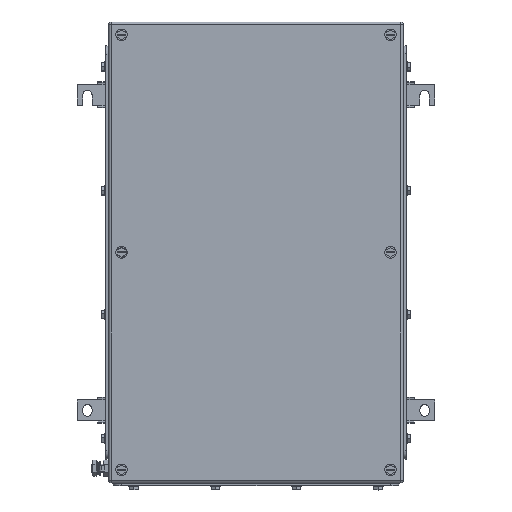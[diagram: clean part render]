
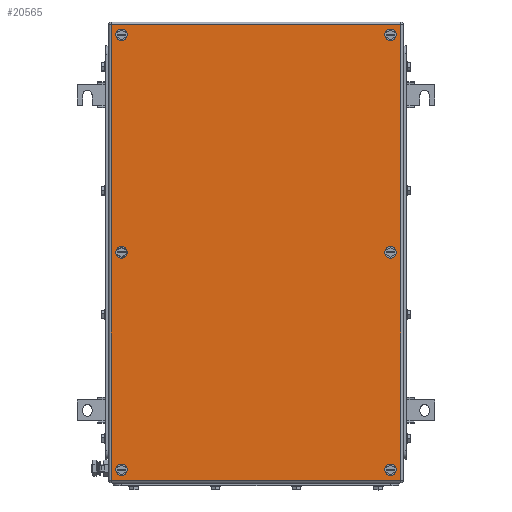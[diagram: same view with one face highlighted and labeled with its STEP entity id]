
A CAD part, top view. The second image highlights one B-rep face of the part: STEP entity #20565.
In plain terms, the highlighted planar face has unit normal (0, 0, 1).
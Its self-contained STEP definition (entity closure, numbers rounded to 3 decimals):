
#20403=AXIS2_PLACEMENT_3D('Circle Axis2P3D',#20401,#20402,$) ;
#20430=AXIS2_PLACEMENT_3D('Plane Axis2P3D',#20427,#20428,#20429) ;
#20468=AXIS2_PLACEMENT_3D('Circle Axis2P3D',#20466,#20467,$) ;
#20477=AXIS2_PLACEMENT_3D('Circle Axis2P3D',#20475,#20476,$) ;
#20486=AXIS2_PLACEMENT_3D('Circle Axis2P3D',#20484,#20485,$) ;
#20495=AXIS2_PLACEMENT_3D('Circle Axis2P3D',#20493,#20494,$) ;
#20504=AXIS2_PLACEMENT_3D('Circle Axis2P3D',#20502,#20503,$) ;
#20513=AXIS2_PLACEMENT_3D('Circle Axis2P3D',#20511,#20512,$) ;
#20522=AXIS2_PLACEMENT_3D('Circle Axis2P3D',#20520,#20521,$) ;
#20531=AXIS2_PLACEMENT_3D('Circle Axis2P3D',#20529,#20530,$) ;
#20540=AXIS2_PLACEMENT_3D('Circle Axis2P3D',#20538,#20539,$) ;
#20549=AXIS2_PLACEMENT_3D('Circle Axis2P3D',#20547,#20548,$) ;
#20558=AXIS2_PLACEMENT_3D('Circle Axis2P3D',#20556,#20557,$) ;
#20398=CARTESIAN_POINT('Vertex',(56.5,286.,153.5)) ;
#20401=CARTESIAN_POINT('Axis2P3D Location',(53.,286.,153.5)) ;
#20405=CARTESIAN_POINT('Vertex',(49.5,286.,153.5)) ;
#20427=CARTESIAN_POINT('Axis2P3D Location',(215.5,286.,153.5)) ;
#20432=CARTESIAN_POINT('Line Origine',(215.5,560.5,153.5)) ;
#20436=CARTESIAN_POINT('Vertex',(390.,560.5,153.5)) ;
#20438=CARTESIAN_POINT('Vertex',(41.,560.5,153.5)) ;
#20441=CARTESIAN_POINT('Line Origine',(41.,286.,153.5)) ;
#20445=CARTESIAN_POINT('Vertex',(41.,11.5,153.5)) ;
#20448=CARTESIAN_POINT('Line Origine',(215.5,11.5,153.5)) ;
#20452=CARTESIAN_POINT('Vertex',(390.,11.5,153.5)) ;
#20455=CARTESIAN_POINT('Line Origine',(390.,286.,153.5)) ;
#20466=CARTESIAN_POINT('Axis2P3D Location',(53.,286.,153.5)) ;
#20475=CARTESIAN_POINT('Axis2P3D Location',(378.,286.,153.5)) ;
#20479=CARTESIAN_POINT('Vertex',(381.5,286.,153.5)) ;
#20481=CARTESIAN_POINT('Vertex',(374.5,286.,153.5)) ;
#20484=CARTESIAN_POINT('Axis2P3D Location',(378.,286.,153.5)) ;
#20493=CARTESIAN_POINT('Axis2P3D Location',(53.,548.5,153.5)) ;
#20497=CARTESIAN_POINT('Vertex',(49.5,548.5,153.5)) ;
#20499=CARTESIAN_POINT('Vertex',(56.5,548.5,153.5)) ;
#20502=CARTESIAN_POINT('Axis2P3D Location',(53.,548.5,153.5)) ;
#20511=CARTESIAN_POINT('Axis2P3D Location',(53.,23.5,153.5)) ;
#20515=CARTESIAN_POINT('Vertex',(49.5,23.5,153.5)) ;
#20517=CARTESIAN_POINT('Vertex',(56.5,23.5,153.5)) ;
#20520=CARTESIAN_POINT('Axis2P3D Location',(53.,23.5,153.5)) ;
#20529=CARTESIAN_POINT('Axis2P3D Location',(378.,23.5,153.5)) ;
#20533=CARTESIAN_POINT('Vertex',(381.5,23.5,153.5)) ;
#20535=CARTESIAN_POINT('Vertex',(374.5,23.5,153.5)) ;
#20538=CARTESIAN_POINT('Axis2P3D Location',(378.,23.5,153.5)) ;
#20547=CARTESIAN_POINT('Axis2P3D Location',(378.,548.5,153.5)) ;
#20551=CARTESIAN_POINT('Vertex',(381.5,548.5,153.5)) ;
#20553=CARTESIAN_POINT('Vertex',(374.5,548.5,153.5)) ;
#20556=CARTESIAN_POINT('Axis2P3D Location',(378.,548.5,153.5)) ;
#20402=DIRECTION('Axis2P3D Direction',(0.,0.,1.)) ;
#20428=DIRECTION('Axis2P3D Direction',(0.,0.,1.)) ;
#20429=DIRECTION('Axis2P3D XDirection',(1.,0.,0.)) ;
#20433=DIRECTION('Vector Direction',(1.,0.,0.)) ;
#20442=DIRECTION('Vector Direction',(0.,-1.,0.)) ;
#20449=DIRECTION('Vector Direction',(1.,0.,0.)) ;
#20456=DIRECTION('Vector Direction',(0.,1.,0.)) ;
#20467=DIRECTION('Axis2P3D Direction',(0.,0.,1.)) ;
#20476=DIRECTION('Axis2P3D Direction',(0.,0.,1.)) ;
#20485=DIRECTION('Axis2P3D Direction',(0.,0.,1.)) ;
#20494=DIRECTION('Axis2P3D Direction',(0.,0.,1.)) ;
#20503=DIRECTION('Axis2P3D Direction',(0.,0.,1.)) ;
#20512=DIRECTION('Axis2P3D Direction',(0.,0.,1.)) ;
#20521=DIRECTION('Axis2P3D Direction',(0.,0.,1.)) ;
#20530=DIRECTION('Axis2P3D Direction',(0.,0.,1.)) ;
#20539=DIRECTION('Axis2P3D Direction',(0.,0.,1.)) ;
#20548=DIRECTION('Axis2P3D Direction',(0.,0.,1.)) ;
#20557=DIRECTION('Axis2P3D Direction',(0.,0.,1.)) ;
#20434=VECTOR('Line Direction',#20433,1.) ;
#20443=VECTOR('Line Direction',#20442,1.) ;
#20450=VECTOR('Line Direction',#20449,1.) ;
#20457=VECTOR('Line Direction',#20456,1.) ;
#20461=ORIENTED_EDGE('',*,*,#20440,.T.) ;
#20462=ORIENTED_EDGE('',*,*,#20447,.T.) ;
#20463=ORIENTED_EDGE('',*,*,#20454,.T.) ;
#20464=ORIENTED_EDGE('',*,*,#20459,.T.) ;
#20472=ORIENTED_EDGE('',*,*,#20470,.F.) ;
#20473=ORIENTED_EDGE('',*,*,#20407,.F.) ;
#20490=ORIENTED_EDGE('',*,*,#20483,.F.) ;
#20491=ORIENTED_EDGE('',*,*,#20488,.F.) ;
#20508=ORIENTED_EDGE('',*,*,#20501,.F.) ;
#20509=ORIENTED_EDGE('',*,*,#20506,.F.) ;
#20526=ORIENTED_EDGE('',*,*,#20519,.F.) ;
#20527=ORIENTED_EDGE('',*,*,#20524,.F.) ;
#20544=ORIENTED_EDGE('',*,*,#20537,.F.) ;
#20545=ORIENTED_EDGE('',*,*,#20542,.F.) ;
#20562=ORIENTED_EDGE('',*,*,#20555,.F.) ;
#20563=ORIENTED_EDGE('',*,*,#20560,.F.) ;
#20474=FACE_BOUND('',#20471,.T.) ;
#20492=FACE_BOUND('',#20489,.T.) ;
#20510=FACE_BOUND('',#20507,.T.) ;
#20528=FACE_BOUND('',#20525,.T.) ;
#20546=FACE_BOUND('',#20543,.T.) ;
#20564=FACE_BOUND('',#20561,.T.) ;
#20565=ADVANCED_FACE('ZUB_KTB_FS_553515_3GP.2\\ZUB_DE_KTB_FS.1\\DE_KTB_MH_PART_MASTER.1\\Koerper.2',(#20465,#20474,#20492,#20510,#20528,#20546,#20564),#20431,.T.) ;
#20404=CIRCLE('generated circle',#20403,3.5) ;
#20469=CIRCLE('generated circle',#20468,3.5) ;
#20478=CIRCLE('generated circle',#20477,3.5) ;
#20487=CIRCLE('generated circle',#20486,3.5) ;
#20496=CIRCLE('generated circle',#20495,3.5) ;
#20505=CIRCLE('generated circle',#20504,3.5) ;
#20514=CIRCLE('generated circle',#20513,3.5) ;
#20523=CIRCLE('generated circle',#20522,3.5) ;
#20532=CIRCLE('generated circle',#20531,3.5) ;
#20541=CIRCLE('generated circle',#20540,3.5) ;
#20550=CIRCLE('generated circle',#20549,3.5) ;
#20559=CIRCLE('generated circle',#20558,3.5) ;
#20407=EDGE_CURVE('',#20399,#20406,#20404,.T.) ;
#20440=EDGE_CURVE('',#20437,#20439,#20435,.F.) ;
#20447=EDGE_CURVE('',#20439,#20446,#20444,.T.) ;
#20454=EDGE_CURVE('',#20446,#20453,#20451,.T.) ;
#20459=EDGE_CURVE('',#20453,#20437,#20458,.T.) ;
#20470=EDGE_CURVE('',#20406,#20399,#20469,.T.) ;
#20483=EDGE_CURVE('',#20480,#20482,#20478,.T.) ;
#20488=EDGE_CURVE('',#20482,#20480,#20487,.T.) ;
#20501=EDGE_CURVE('',#20498,#20500,#20496,.T.) ;
#20506=EDGE_CURVE('',#20500,#20498,#20505,.T.) ;
#20519=EDGE_CURVE('',#20516,#20518,#20514,.T.) ;
#20524=EDGE_CURVE('',#20518,#20516,#20523,.T.) ;
#20537=EDGE_CURVE('',#20534,#20536,#20532,.T.) ;
#20542=EDGE_CURVE('',#20536,#20534,#20541,.T.) ;
#20555=EDGE_CURVE('',#20552,#20554,#20550,.T.) ;
#20560=EDGE_CURVE('',#20554,#20552,#20559,.T.) ;
#20460=EDGE_LOOP('',(#20461,#20462,#20463,#20464)) ;
#20471=EDGE_LOOP('',(#20472,#20473)) ;
#20489=EDGE_LOOP('',(#20490,#20491)) ;
#20507=EDGE_LOOP('',(#20508,#20509)) ;
#20525=EDGE_LOOP('',(#20526,#20527)) ;
#20543=EDGE_LOOP('',(#20544,#20545)) ;
#20561=EDGE_LOOP('',(#20562,#20563)) ;
#20465=FACE_OUTER_BOUND('',#20460,.T.) ;
#20435=LINE('Line',#20432,#20434) ;
#20444=LINE('Line',#20441,#20443) ;
#20451=LINE('Line',#20448,#20450) ;
#20458=LINE('Line',#20455,#20457) ;
#20431=PLANE('',#20430) ;
#20399=VERTEX_POINT('',#20398) ;
#20406=VERTEX_POINT('',#20405) ;
#20437=VERTEX_POINT('',#20436) ;
#20439=VERTEX_POINT('',#20438) ;
#20446=VERTEX_POINT('',#20445) ;
#20453=VERTEX_POINT('',#20452) ;
#20480=VERTEX_POINT('',#20479) ;
#20482=VERTEX_POINT('',#20481) ;
#20498=VERTEX_POINT('',#20497) ;
#20500=VERTEX_POINT('',#20499) ;
#20516=VERTEX_POINT('',#20515) ;
#20518=VERTEX_POINT('',#20517) ;
#20534=VERTEX_POINT('',#20533) ;
#20536=VERTEX_POINT('',#20535) ;
#20552=VERTEX_POINT('',#20551) ;
#20554=VERTEX_POINT('',#20553) ;
